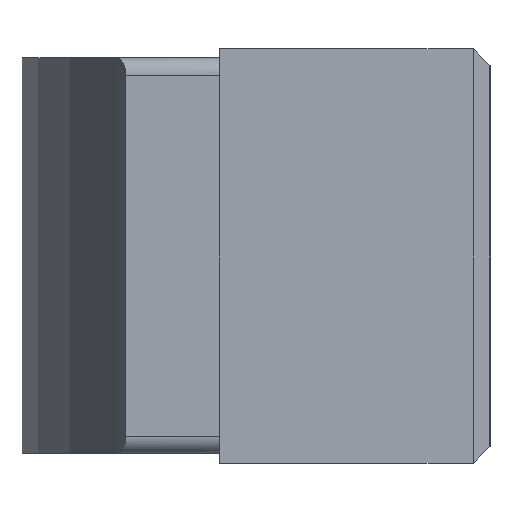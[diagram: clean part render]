
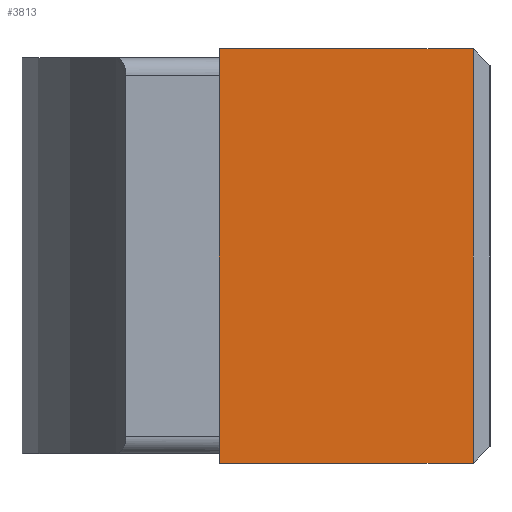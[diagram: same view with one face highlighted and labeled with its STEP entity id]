
A CAD part, left-side view. The second image highlights one B-rep face of the part: STEP entity #3813.
In plain terms, the highlighted planar face has unit normal (-1, 0, 0).
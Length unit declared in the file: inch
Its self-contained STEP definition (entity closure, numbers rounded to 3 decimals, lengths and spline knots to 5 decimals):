
#265 = DIRECTION ( 'NONE',  ( 0., 0., 1. ) ) ;
#389 = CARTESIAN_POINT ( 'NONE',  ( -2.953, 0.25, -1.4765 ) ) ;
#803 = DIRECTION ( 'NONE',  ( 0., 0., 1. ) ) ;
#839 = LINE ( 'NONE', #389, #1716 ) ;
#1426 = VECTOR ( 'NONE', #4102, 39.37008 ) ;
#1476 = VECTOR ( 'NONE', #4256, 39.37008 ) ;
#1492 = CARTESIAN_POINT ( 'NONE',  ( -2.953, 0.25, 1.4765 ) ) ;
#1716 = VECTOR ( 'NONE', #1735, 39.37008 ) ;
#1717 = AXIS2_PLACEMENT_3D ( 'NONE', #5514, #3454, #265 ) ;
#1735 = DIRECTION ( 'NONE',  ( 0., 1., 0. ) ) ;
#1870 = LINE ( 'NONE', #5847, #1426 ) ;
#1950 = ORIENTED_EDGE ( 'NONE', *, *, #3889, .F. ) ;
#2881 = VERTEX_POINT ( 'NONE', #5597 ) ;
#2923 = CARTESIAN_POINT ( 'NONE',  ( -2.953, 0.371, 1.4765 ) ) ;
#3196 = EDGE_CURVE ( 'NONE', #4162, #4488, #5137, .T. ) ;
#3262 = ORIENTED_EDGE ( 'NONE', *, *, #5503, .F. ) ;
#3365 = CARTESIAN_POINT ( 'NONE',  ( -2.953, 2.18, 1.4765 ) ) ;
#3409 = EDGE_CURVE ( 'NONE', #5313, #4162, #1870, .T. ) ;
#3454 = DIRECTION ( 'NONE',  ( -1., 0., 0. ) ) ;
#3543 = CARTESIAN_POINT ( 'NONE',  ( -2.953, 2.18, -1.4765 ) ) ;
#3709 = PLANE ( 'NONE',  #1717 ) ;
#3813 = ADVANCED_FACE ( 'NONE', ( #5257 ), #3709, .T. ) ;
#3889 = EDGE_CURVE ( 'NONE', #2881, #4488, #4373, .T. ) ;
#4102 = DIRECTION ( 'NONE',  ( 0., 0., 1. ) ) ;
#4162 = VERTEX_POINT ( 'NONE', #2923 ) ;
#4256 = DIRECTION ( 'NONE',  ( 0., 1., 0. ) ) ;
#4373 = LINE ( 'NONE', #3543, #4465 ) ;
#4465 = VECTOR ( 'NONE', #803, 39.37008 ) ;
#4488 = VERTEX_POINT ( 'NONE', #3365 ) ;
#4903 = EDGE_LOOP ( 'NONE', ( #3262, #4945, #5241, #1950 ) ) ;
#4945 = ORIENTED_EDGE ( 'NONE', *, *, #3409, .T. ) ;
#5137 = LINE ( 'NONE', #1492, #1476 ) ;
#5236 = CARTESIAN_POINT ( 'NONE',  ( -2.953, 0.371, -1.4765 ) ) ;
#5241 = ORIENTED_EDGE ( 'NONE', *, *, #3196, .T. ) ;
#5257 = FACE_OUTER_BOUND ( 'NONE', #4903, .T. ) ;
#5313 = VERTEX_POINT ( 'NONE', #5236 ) ;
#5503 = EDGE_CURVE ( 'NONE', #5313, #2881, #839, .T. ) ;
#5514 = CARTESIAN_POINT ( 'NONE',  ( -2.953, 0.25, -1.4765 ) ) ;
#5597 = CARTESIAN_POINT ( 'NONE',  ( -2.953, 2.18, -1.4765 ) ) ;
#5847 = CARTESIAN_POINT ( 'NONE',  ( -2.953, 0.371, -1.4765 ) ) ;
